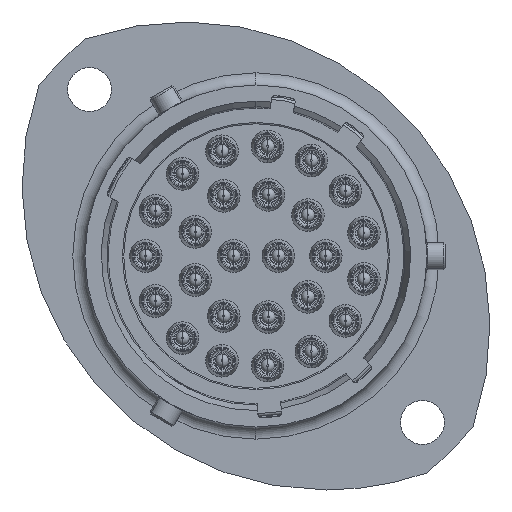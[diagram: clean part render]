
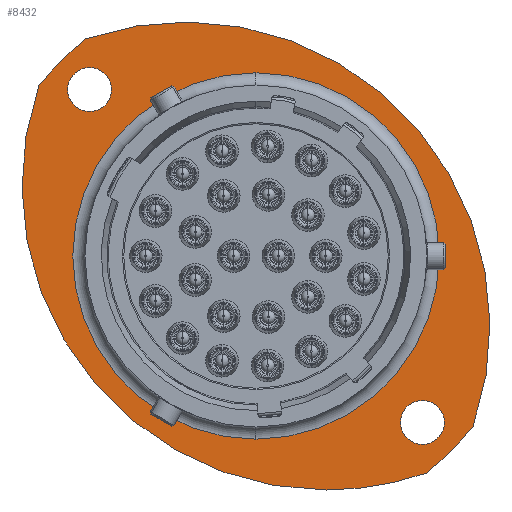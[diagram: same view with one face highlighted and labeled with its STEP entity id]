
A CAD part, left-side view. The second image highlights one B-rep face of the part: STEP entity #8432.
In plain terms, the highlighted planar face has unit normal (-1, 0, 0).
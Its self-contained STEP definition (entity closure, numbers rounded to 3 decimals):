
#397 = AXIS2_PLACEMENT_3D ( 'NONE', #16217, #16082, #34276 ) ;
#455 = CARTESIAN_POINT ( 'NONE',  ( 15.98, 12.645, 0. ) ) ;
#572 = DIRECTION ( 'NONE',  ( 1., 0., 0. ) ) ;
#1059 = DIRECTION ( 'NONE',  ( 0., 0., -1. ) ) ;
#1186 = CARTESIAN_POINT ( 'NONE',  ( 15.98, 0., 0. ) ) ;
#1514 = ORIENTED_EDGE ( 'NONE', *, *, #10190, .T. ) ;
#1681 = AXIS2_PLACEMENT_3D ( 'NONE', #30373, #9148, #34377 ) ;
#2190 = AXIS2_PLACEMENT_3D ( 'NONE', #33090, #30281, #14764 ) ;
#2436 = EDGE_CURVE ( 'NONE', #17651, #10632, #26768, .T. ) ;
#2610 = CIRCLE ( 'NONE', #13519, 20.4 ) ;
#2727 = ORIENTED_EDGE ( 'NONE', *, *, #19948, .T. ) ;
#2994 = CIRCLE ( 'NONE', #14028, 20.4 ) ;
#3008 = CARTESIAN_POINT ( 'NONE',  ( 15.98, -5.197, -17.303 ) ) ;
#3429 = EDGE_LOOP ( 'NONE', ( #14787, #35575 ) ) ;
#4716 = CIRCLE ( 'NONE', #8930, 22.5 ) ;
#5200 = AXIS2_PLACEMENT_3D ( 'NONE', #1186, #19232, #1059 ) ;
#5752 = CARTESIAN_POINT ( 'NONE',  ( 15.98, 12.304, 13.929 ) ) ;
#6754 = DIRECTION ( 'NONE',  ( 0., 0., -1. ) ) ;
#7125 = AXIS2_PLACEMENT_3D ( 'NONE', #24926, #15446, #12550 ) ;
#8432 = ADVANCED_FACE ( 'NONE', ( #16012, #28946, #38046, #16983 ), #18769, .F. ) ;
#8603 = VERTEX_POINT ( 'NONE', #18219 ) ;
#8642 = CARTESIAN_POINT ( 'NONE',  ( 15.98, 0., 13.545 ) ) ;
#8681 = CARTESIAN_POINT ( 'NONE',  ( 15.98, -16.055, -12.585 ) ) ;
#8930 = AXIS2_PLACEMENT_3D ( 'NONE', #35728, #14204, #38802 ) ;
#8943 = CIRCLE ( 'NONE', #29202, 1.625 ) ;
#9148 = DIRECTION ( 'NONE',  ( -1., 0., 0. ) ) ;
#9282 = EDGE_CURVE ( 'NONE', #36361, #22725, #2994, .T. ) ;
#9877 = AXIS2_PLACEMENT_3D ( 'NONE', #455, #28003, #27592 ) ;
#9955 = ORIENTED_EDGE ( 'NONE', *, *, #14804, .F. ) ;
#10190 = EDGE_CURVE ( 'NONE', #30215, #36361, #4716, .T. ) ;
#10632 = VERTEX_POINT ( 'NONE', #8642 ) ;
#12550 = DIRECTION ( 'NONE',  ( 0., 0., -1. ) ) ;
#13435 = VERTEX_POINT ( 'NONE', #5752 ) ;
#13519 = AXIS2_PLACEMENT_3D ( 'NONE', #23533, #13821, #29324 ) ;
#13821 = DIRECTION ( 'NONE',  ( -1., 0., 0. ) ) ;
#14028 = AXIS2_PLACEMENT_3D ( 'NONE', #16887, #19003, #28573 ) ;
#14204 = DIRECTION ( 'NONE',  ( -1., 0., 0. ) ) ;
#14706 = AXIS2_PLACEMENT_3D ( 'NONE', #35772, #20643, #38836 ) ;
#14764 = DIRECTION ( 'NONE',  ( 0., 0., -1. ) ) ;
#14787 = ORIENTED_EDGE ( 'NONE', *, *, #2436, .T. ) ;
#14804 = EDGE_CURVE ( 'NONE', #13435, #33889, #30780, .T. ) ;
#15446 = DIRECTION ( 'NONE',  ( -1., 0., 0. ) ) ;
#15538 = DIRECTION ( 'NONE',  ( -1., 0., 0. ) ) ;
#16012 = FACE_BOUND ( 'NONE', #30598, .T. ) ;
#16082 = DIRECTION ( 'NONE',  ( -1., 0., 0. ) ) ;
#16217 = CARTESIAN_POINT ( 'NONE',  ( 15.98, -12.304, -12.304 ) ) ;
#16887 = CARTESIAN_POINT ( 'NONE',  ( 15.98, 0., 0. ) ) ;
#16983 = FACE_OUTER_BOUND ( 'NONE', #33452, .T. ) ;
#17420 = CARTESIAN_POINT ( 'NONE',  ( 15.98, 16.055, 12.585 ) ) ;
#17651 = VERTEX_POINT ( 'NONE', #35920 ) ;
#18219 = CARTESIAN_POINT ( 'NONE',  ( 15.98, -12.585, -16.055 ) ) ;
#18769 = PLANE ( 'NONE',  #9877 ) ;
#19003 = DIRECTION ( 'NONE',  ( -1., 0., 0. ) ) ;
#19232 = DIRECTION ( 'NONE',  ( 1., 0., 0. ) ) ;
#19948 = EDGE_CURVE ( 'NONE', #22725, #30963, #38800, .T. ) ;
#20198 = EDGE_CURVE ( 'NONE', #21040, #35307, #35392, .T. ) ;
#20425 = CARTESIAN_POINT ( 'NONE',  ( 15.98, -12.304, -13.929 ) ) ;
#20482 = EDGE_CURVE ( 'NONE', #33889, #13435, #37745, .T. ) ;
#20643 = DIRECTION ( 'NONE',  ( -1., 0., 0. ) ) ;
#21040 = VERTEX_POINT ( 'NONE', #30003 ) ;
#21245 = CARTESIAN_POINT ( 'NONE',  ( 15.98, 0., 0. ) ) ;
#21842 = EDGE_LOOP ( 'NONE', ( #33376, #9955 ) ) ;
#22725 = VERTEX_POINT ( 'NONE', #17420 ) ;
#23533 = CARTESIAN_POINT ( 'NONE',  ( 15.98, 0., 0. ) ) ;
#23943 = CARTESIAN_POINT ( 'NONE',  ( 15.98, 12.304, 10.679 ) ) ;
#24926 = CARTESIAN_POINT ( 'NONE',  ( 15.98, 12.304, 12.304 ) ) ;
#25036 = EDGE_CURVE ( 'NONE', #10632, #17651, #27243, .T. ) ;
#25147 = DIRECTION ( 'NONE',  ( 0., 0., -1. ) ) ;
#26768 = CIRCLE ( 'NONE', #5200, 13.545 ) ;
#27080 = EDGE_CURVE ( 'NONE', #35307, #21040, #8943, .T. ) ;
#27243 = CIRCLE ( 'NONE', #31117, 13.545 ) ;
#27592 = DIRECTION ( 'NONE',  ( 0., 0., -1. ) ) ;
#27738 = CARTESIAN_POINT ( 'NONE',  ( 15.98, -12.304, -12.304 ) ) ;
#28003 = DIRECTION ( 'NONE',  ( 1., 0., 0. ) ) ;
#28184 = ORIENTED_EDGE ( 'NONE', *, *, #9282, .T. ) ;
#28573 = DIRECTION ( 'NONE',  ( 0., 0., 1. ) ) ;
#28946 = FACE_BOUND ( 'NONE', #3429, .T. ) ;
#29202 = AXIS2_PLACEMENT_3D ( 'NONE', #27738, #15538, #25147 ) ;
#29324 = DIRECTION ( 'NONE',  ( 0., 0., 1. ) ) ;
#29880 = EDGE_CURVE ( 'NONE', #8603, #30215, #2610, .T. ) ;
#30003 = CARTESIAN_POINT ( 'NONE',  ( 15.98, -12.304, -10.679 ) ) ;
#30215 = VERTEX_POINT ( 'NONE', #8681 ) ;
#30281 = DIRECTION ( 'NONE',  ( -1., 0., 0. ) ) ;
#30373 = CARTESIAN_POINT ( 'NONE',  ( 15.98, -5.197, 5.197 ) ) ;
#30598 = EDGE_LOOP ( 'NONE', ( #32590, #35715 ) ) ;
#30753 = ORIENTED_EDGE ( 'NONE', *, *, #29880, .T. ) ;
#30780 = CIRCLE ( 'NONE', #14706, 1.625 ) ;
#30963 = VERTEX_POINT ( 'NONE', #3008 ) ;
#31117 = AXIS2_PLACEMENT_3D ( 'NONE', #21245, #572, #6754 ) ;
#32590 = ORIENTED_EDGE ( 'NONE', *, *, #27080, .F. ) ;
#32908 = CARTESIAN_POINT ( 'NONE',  ( 15.98, 12.585, 16.055 ) ) ;
#33037 = EDGE_CURVE ( 'NONE', #30963, #8603, #39431, .T. ) ;
#33090 = CARTESIAN_POINT ( 'NONE',  ( 15.98, -5.197, 5.197 ) ) ;
#33376 = ORIENTED_EDGE ( 'NONE', *, *, #20482, .F. ) ;
#33452 = EDGE_LOOP ( 'NONE', ( #2727, #36818, #30753, #1514, #28184 ) ) ;
#33889 = VERTEX_POINT ( 'NONE', #23943 ) ;
#34276 = DIRECTION ( 'NONE',  ( 0., 0., -1. ) ) ;
#34377 = DIRECTION ( 'NONE',  ( 0., 0., -1. ) ) ;
#35307 = VERTEX_POINT ( 'NONE', #20425 ) ;
#35392 = CIRCLE ( 'NONE', #397, 1.625 ) ;
#35575 = ORIENTED_EDGE ( 'NONE', *, *, #25036, .T. ) ;
#35715 = ORIENTED_EDGE ( 'NONE', *, *, #20198, .F. ) ;
#35728 = CARTESIAN_POINT ( 'NONE',  ( 15.98, 5.197, -5.197 ) ) ;
#35772 = CARTESIAN_POINT ( 'NONE',  ( 15.98, 12.304, 12.304 ) ) ;
#35920 = CARTESIAN_POINT ( 'NONE',  ( 15.98, 0., -13.545 ) ) ;
#36361 = VERTEX_POINT ( 'NONE', #32908 ) ;
#36818 = ORIENTED_EDGE ( 'NONE', *, *, #33037, .T. ) ;
#37745 = CIRCLE ( 'NONE', #7125, 1.625 ) ;
#38046 = FACE_BOUND ( 'NONE', #21842, .T. ) ;
#38800 = CIRCLE ( 'NONE', #2190, 22.5 ) ;
#38802 = DIRECTION ( 'NONE',  ( 0., 0., -1. ) ) ;
#38836 = DIRECTION ( 'NONE',  ( 0., 0., -1. ) ) ;
#39431 = CIRCLE ( 'NONE', #1681, 22.5 ) ;
